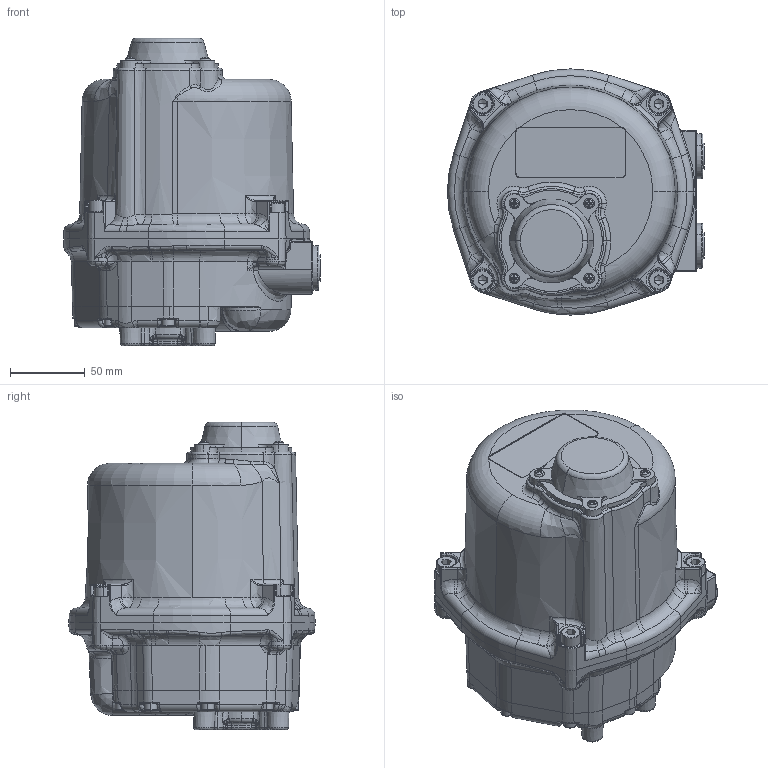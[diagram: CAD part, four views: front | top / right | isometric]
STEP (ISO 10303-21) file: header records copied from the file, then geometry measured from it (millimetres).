
FILE_DESCRIPTION (( 'STEP AP203' ), '1' );
FILE_NAME ('KPD010.STEP', '2018-08-11T00:55:29', ( '' ), ( '' ), 'SwSTEP 2.0', 'SolidWorks 2017', '' );
FILE_SCHEMA (( 'CONFIG_CONTROL_DESIGN' ));
Length unit declared in the file: millimetre
Products named in the file (10): PF卦 - ANO EX PLUG (Rev.0); socket head cap screw_ks_KS 1003 - M8 x 30 x 30-N; round cross head screw_ks_KS 1023 RC - M4 x 6-N; KPF010-0081 BASE (Rev.0); KPD010-0060 EX CONTROL BOX COVER; Main Shaft; KPF010-0011 EX GEAR BOX BODY (Ver.0); socket head cap screw_ks_KS 1003 - M5 x 30 x 22-N; KPD010; KPD-0760 孺紫辦 (Rev.1)
Assembly tree (22 placements, depth 2):
  KPD010
    KPF010-0011 EX GEAR BOX BODY (Ver.0)
    KPF010-0081 BASE (Rev.0)
    socket head cap screw_ks_KS 1003 - M8 x 30 x 30-N  x4
    socket head cap screw_ks_KS 1003 - M5 x 30 x 22-N  x7
    PF卦 - ANO EX PLUG (Rev.0)  x2
    Main Shaft
    KPD010-0060 EX CONTROL BOX COVER
    KPD-0760 孺紫辦 (Rev.1)
    round cross head screw_ks_KS 1023 RC - M4 x 6-N  x4
Bounding box: 172.21 x 165.01 x 206 mm (x, y, z)
Volume: 2857577.5 mm3; surface area: 245694.2 mm2
Topology: 22 solids, 24 shells, 2233 faces, 5347 edges, 3070 vertices
Faces by surface type: bspline 788, plane 565, cylinder 407, torus 226, cone 219, sphere 28
Entity records: 78217 total; most frequent: CARTESIAN_POINT 41334, ORIENTED_EDGE 8346, DIRECTION 6300, EDGE_CURVE 4173, AXIS2_PLACEMENT_3D 2598, VERTEX_POINT 2448, EDGE_LOOP 1831, FACE_OUTER_BOUND 1775
